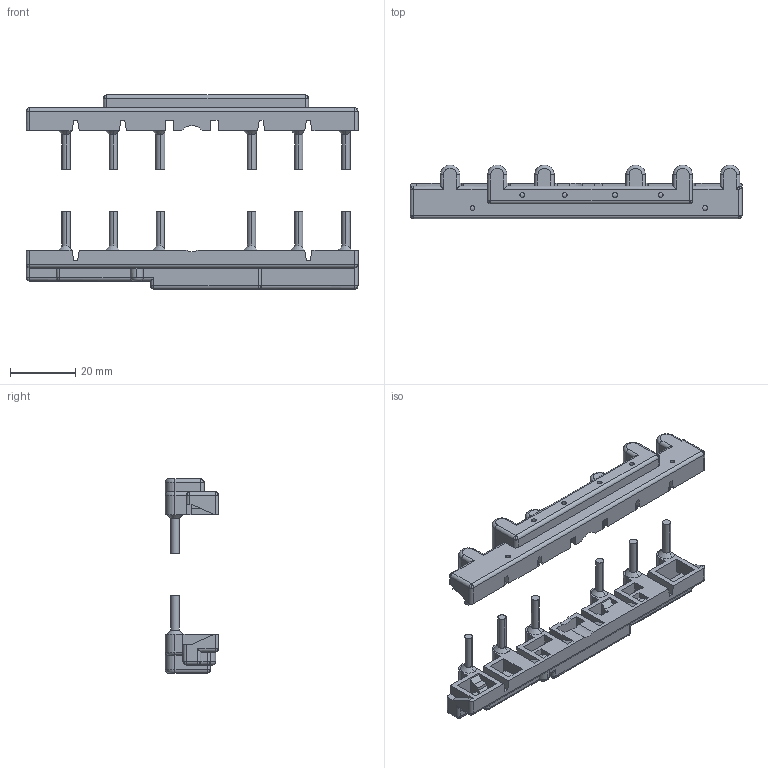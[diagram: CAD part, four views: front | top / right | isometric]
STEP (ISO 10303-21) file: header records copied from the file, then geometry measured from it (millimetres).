
FILE_DESCRIPTION (( 'STEP AP203' ), '1' );
FILE_NAME ('HMX2-BBREV.step', '2022-11-01T18:15:56', ( '' ), ( '' ), 'SwSTEP 2.0', 'SolidWorks 2021', '' );
FILE_SCHEMA (( 'CONFIG_CONTROL_DESIGN' ));
Length unit declared in the file: inch
Products named in the file (1): HMX2-BBREV
Bounding box: 102 x 16.45 x 59.7 mm (x, y, z)
Volume: 18513.1 mm3; surface area: 14119.4 mm2
Topology: 2 solids, 2 shells, 552 faces, 1432 edges, 904 vertices
Faces by surface type: plane 308, cylinder 165, cone 36, sphere 26, torus 15, bspline 2
Entity records: 18866 total; most frequent: CARTESIAN_POINT 5269, ORIENTED_EDGE 2864, DIRECTION 2759, EDGE_CURVE 1432, VECTOR 983, LINE 983, VERTEX_POINT 904, AXIS2_PLACEMENT_3D 888
